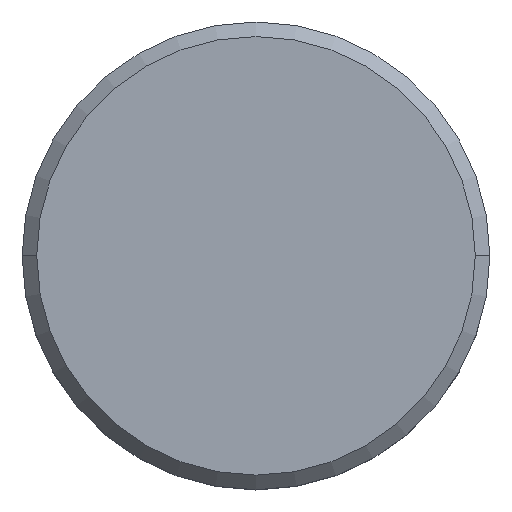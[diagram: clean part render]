
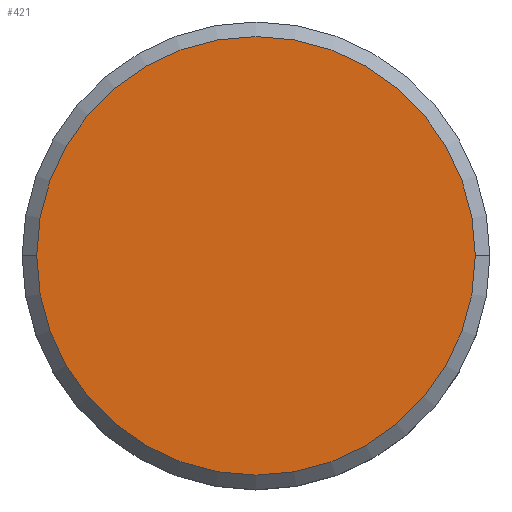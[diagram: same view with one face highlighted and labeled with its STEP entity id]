
A CAD part, top view. The second image highlights one B-rep face of the part: STEP entity #421.
In plain terms, the highlighted planar face has unit normal (0, 0, 1).
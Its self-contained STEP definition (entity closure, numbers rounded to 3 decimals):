
#4 = CIRCLE ( 'NONE', #405, 7.5 ) ;
#5 = PLANE ( 'NONE',  #459 ) ;
#41 = ORIENTED_EDGE ( 'NONE', *, *, #495, .T. ) ;
#106 = DIRECTION ( 'NONE',  ( 1., 0., 0. ) ) ;
#115 = DIRECTION ( 'NONE',  ( 0., 0., 1. ) ) ;
#128 = VERTEX_POINT ( 'NONE', #446 ) ;
#130 = CARTESIAN_POINT ( 'NONE',  ( 7.5, 0., 0. ) ) ;
#133 = AXIS2_PLACEMENT_3D ( 'NONE', #388, #510, #106 ) ;
#134 = DIRECTION ( 'NONE',  ( 1., 0., 0. ) ) ;
#150 = CARTESIAN_POINT ( 'NONE',  ( 0., 0., 0. ) ) ;
#170 = VERTEX_POINT ( 'NONE', #130 ) ;
#197 = CIRCLE ( 'NONE', #133, 7.5 ) ;
#208 = DIRECTION ( 'NONE',  ( 1., 0., 0. ) ) ;
#331 = FACE_OUTER_BOUND ( 'NONE', #444, .T. ) ;
#388 = CARTESIAN_POINT ( 'NONE',  ( 0., 0., 0. ) ) ;
#405 = AXIS2_PLACEMENT_3D ( 'NONE', #527, #115, #208 ) ;
#421 = ADVANCED_FACE ( 'NONE', ( #331 ), #5, .T. ) ;
#431 = ORIENTED_EDGE ( 'NONE', *, *, #515, .T. ) ;
#444 = EDGE_LOOP ( 'NONE', ( #41, #431 ) ) ;
#446 = CARTESIAN_POINT ( 'NONE',  ( -7.5, 0., 0. ) ) ;
#459 = AXIS2_PLACEMENT_3D ( 'NONE', #150, #497, #134 ) ;
#495 = EDGE_CURVE ( 'NONE', #128, #170, #4, .T. ) ;
#497 = DIRECTION ( 'NONE',  ( 0., 0., 1. ) ) ;
#510 = DIRECTION ( 'NONE',  ( 0., 0., 1. ) ) ;
#515 = EDGE_CURVE ( 'NONE', #170, #128, #197, .T. ) ;
#527 = CARTESIAN_POINT ( 'NONE',  ( 0., 0., 0. ) ) ;
